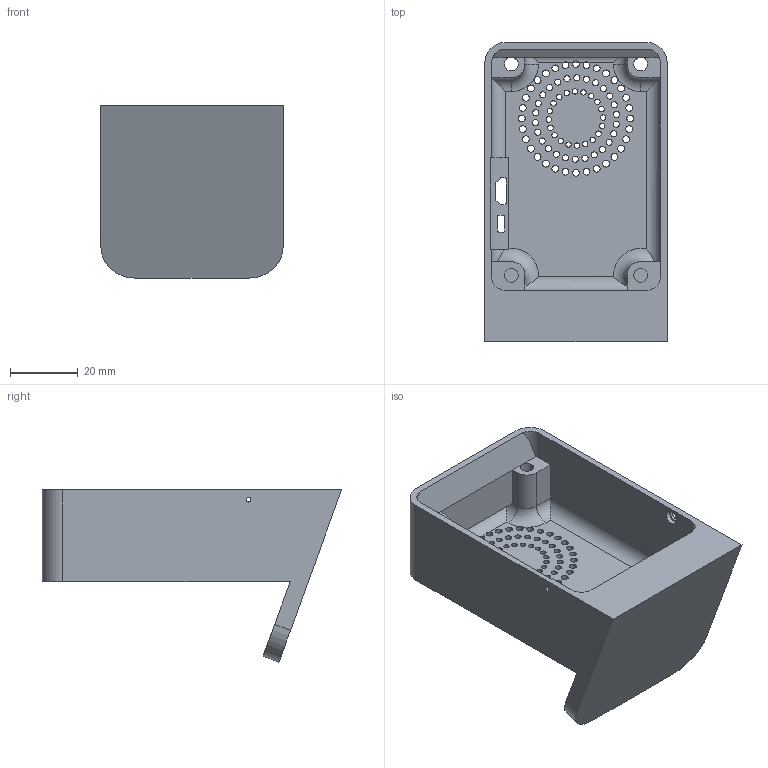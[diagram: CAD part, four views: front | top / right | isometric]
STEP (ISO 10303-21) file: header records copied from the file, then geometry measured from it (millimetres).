
FILE_DESCRIPTION(/* description */ (''),/* implementation_level */ '2;1');
FILE_NAME(/* name */ 'Pithy Screen Straight Stand.step',/* time_stamp */ '2021-06-22T00:03:14+01:00',/* author */ (''),/* organization */ (''),/* preprocessor_version */ 'ST-DEVELOPER v18.1',/* originating_system */ 'Autodesk Translation Framework v10.9.0.1377',/* authorisation */ '');
FILE_SCHEMA (('AUTOMOTIVE_DESIGN { 1 0 10303 214 3 1 1 }'));
Length unit declared in the file: millimetre
Products named in the file (1): Pithy Screen Straight Stand
Bounding box: 53.72 x 88.2 x 50.74 mm (x, y, z)
Volume: 43115.7 mm3; surface area: 26117.2 mm2
Topology: 1 solids, 1 shells, 182 faces, 528 edges, 344 vertices
Faces by surface type: cylinder 120, plane 52, cone 6, torus 4
Full cylindrical faces by diameter (mm): 1.4 x1, 1.6 x20, 1.8 x26, 2 x32, 3.3 x1, 4 x4, 4.2 x1, 6 x4
Entity records: 6518 total; most frequent: DIRECTION 1142, CARTESIAN_POINT 1119, ORIENTED_EDGE 1056, EDGE_CURVE 528, AXIS2_PLACEMENT_3D 445, EDGE_LOOP 350, VERTEX_POINT 344, CIRCLE 256
